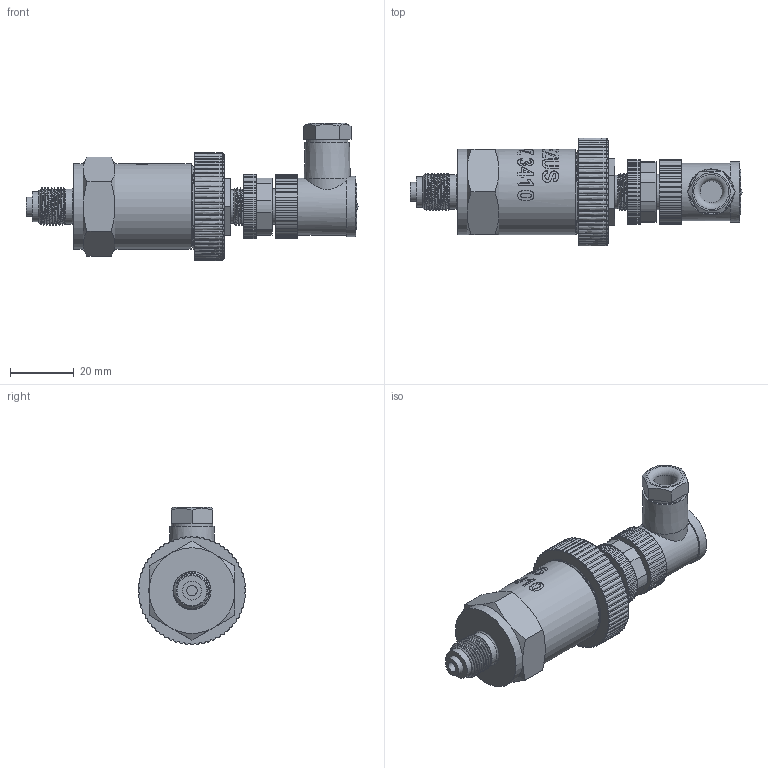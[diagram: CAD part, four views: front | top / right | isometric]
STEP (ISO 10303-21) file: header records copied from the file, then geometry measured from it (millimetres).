
FILE_DESCRIPTION(/* description */ (''),/* implementation_level */ '2;1');
FILE_NAME(/* name */ 'APZ3410_9_M12x1-angular.step',/* time_stamp */ '2021-06-17T12:43:58+03:00',/* author */ (''),/* organization */ (''),/* preprocessor_version */ 'ST-DEVELOPER v18.1',/* originating_system */ 'Autodesk Translation Framework v10.9.0.1377',/* authorisation */ '');
FILE_SCHEMA (('AUTOMOTIVE_DESIGN { 1 0 10303 214 3 1 1 }'));
Products named in the file (6): APZ3410_x_y; OMAL nut M27x1.5 v8; M12x1 male v16; Ш100.000.002 v4; M12x1 female angular v10; M12x1 EN
Assembly tree (5 placements, depth 2):
  APZ3410_x_y
    OMAL nut M27x1.5 v8
    M12x1 male v16
    Ш100.000.002 v4
    M12x1 female angular v10
    M12x1 EN
Bounding box: 104.55 x 34 x 43.2 mm (x, y, z)
Volume: 46055.9 mm3; surface area: 19126.6 mm2
Topology: 16 solids, 16 shells, 972 faces, 2702 edges, 1810 vertices
Faces by surface type: bspline 432, cylinder 336, plane 169, cone 29, torus 5, sphere 1
Full cylindrical faces by diameter (mm): 1 x12, 1.5 x4, 3.3 x1, 6 x1, 7 x1, 8 x1, 8.2 x1, 9.471 x2, 9.5 x1, 10.6 x2, 10.741 x12, 11 x1, 11.035 x4, 11.156 x1, 11.884 x11, 12.152 x4, 13 x1, 14 x1, 14.137 x4, 14.526 x3, 15.85 x3, 16.203 x3, 18 x1, 19 x1, 21.4 x2, 22.3 x1, 24.5 x1, 25.132 x4, 25.526 x4, 26.85 x3
Entity records: 55433 total; most frequent: CARTESIAN_POINT 33659, ORIENTED_EDGE 5404, DIRECTION 3073, EDGE_CURVE 2702, VERTEX_POINT 1810, B_SPLINE_CURVE_WITH_KNOTS 1194, AXIS2_PLACEMENT_3D 1104, EDGE_LOOP 1036
